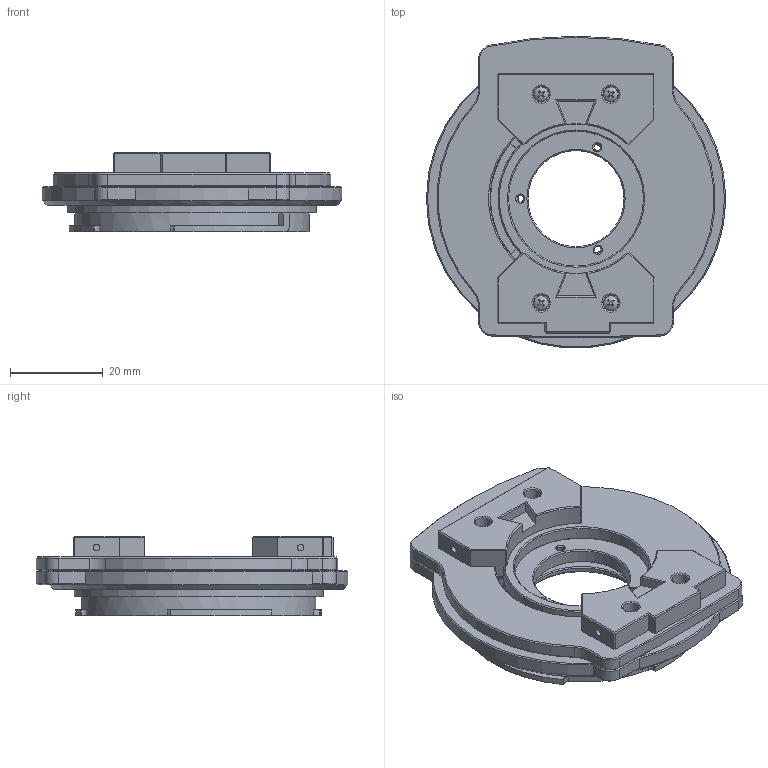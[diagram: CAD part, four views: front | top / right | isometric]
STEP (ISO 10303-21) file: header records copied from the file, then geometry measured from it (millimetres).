
FILE_DESCRIPTION(/* description */ ('Unknown'),/* implementation_level */ '2;1');
FILE_NAME(/* name */ 'lomo_LCA_canon_RF_mount_assembly',/* time_stamp */ '2024-03-15T12:00:50-04:00',/* author */ ('Unknown'),/* organization */ ('Unknown'),/* preprocessor_version */ 'ST-DEVELOPER v18.1',/* originating_system */ 'Solid Edge',/* authorisation */ 'Unknown');
FILE_SCHEMA (('AUTOMOTIVE_DESIGN {1 0 10303 214 3 1 1}'));
Length unit declared in the file: millimetre
Products named in the file (4): lomo_LCA; lomo_LCA_lensBase; M1.6_panHead_5mm; lomo_LCA_canonRF_mount
Assembly tree (12 placements, depth 2):
  lomo_LCA
    lomo_LCA_lensBase
    M1.6_panHead_5mm  x10
    lomo_LCA_canonRF_mount
Bounding box: 64.5 x 67.15 x 17.05 mm (x, y, z)
Volume: 27826.7 mm3; surface area: 21300.7 mm2
Topology: 23 solids, 23 shells, 712 faces, 1710 edges, 1077 vertices
Faces by surface type: plane 355, cylinder 170, cone 130, bspline 26, torus 20, sphere 11
Full cylindrical faces by diameter (mm): 1.4 x20, 1.5 x3, 1.8 x10, 3.203 x10, 3.5 x10, 20.7 x1, 25 x1, 29.1 x1, 37.4 x1, 45.7 x1, 46 x1, 53.7 x1
Entity records: 15149 total; most frequent: CARTESIAN_POINT 5653, DIRECTION 2020, ORIENTED_EDGE 1736, EDGE_CURVE 868, AXIS2_PLACEMENT_3D 798, EDGE_LOOP 601, FACE_BOUND 601, VERTEX_POINT 583
